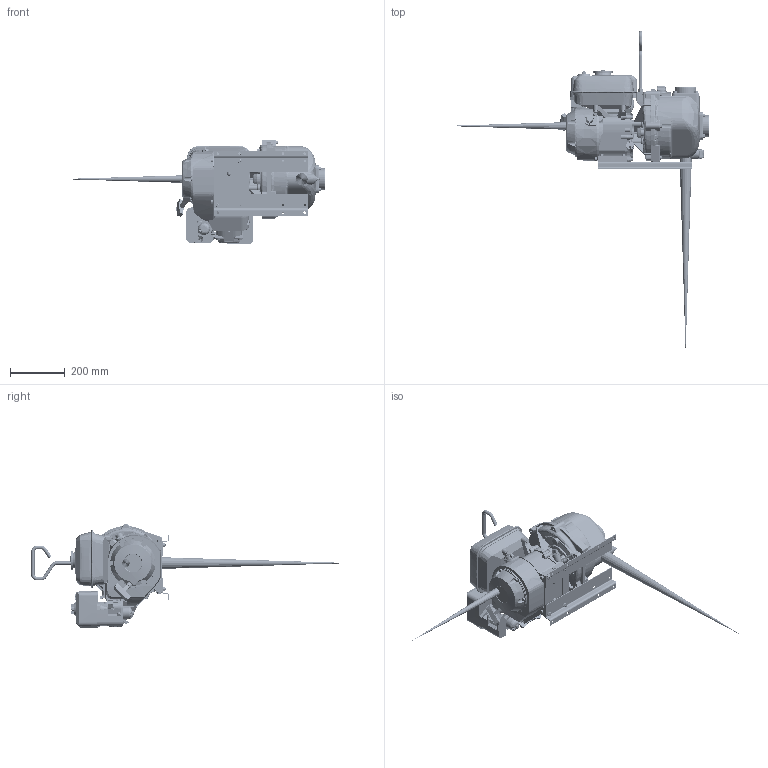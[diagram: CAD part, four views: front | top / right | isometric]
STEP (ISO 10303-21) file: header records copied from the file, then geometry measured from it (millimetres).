
FILE_DESCRIPTION(/* description */ (''),/* implementation_level */ '2;1');
FILE_NAME(/* name */ '222PIH6.stp',/* time_stamp */ '2019-08-13T10:35:36-04:00',/* author */ ('mclevenger'),/* organization */ (''),/* preprocessor_version */ 'ST-DEVELOPER v17.2',/* originating_system */ 'Autodesk Inventor 2019',/* authorisation */ '');
FILE_SCHEMA (('AUTOMOTIVE_DESIGN { 1 0 10303 214 3 1 1 }'));
Products named in the file (31): 222PIH6; 15703; 15712; 15712X; 17013; 17000; 17019; 12705; 15702; 12715A; 12717; 12719A; A204; 12902A; 13777; 13778; 15022; 15751; 15772; 17010; 17033; 17034; V10118; V10119; 12765A; 12733V; 12733V_1; 12710V; E6H; 12716; 12901
Assembly tree (90 placements, depth 3):
  222PIH6
    15703
    15712
      15712X
      17013  x2
      17000  x2
      17019  x8
      V10118  x8
    12705
    15702
    12715A  x13
    12717  x4
    12719A
    A204
    12901  x8
    12902A
    13777  x2
    13778  x2
    15022
    15751
    15772
    17010
    17033  x2
    17034  x4
    V10118  x13
    V10119  x4
    12765A
    12733V
      12733V_1
      12710V
    E6H
    12716
Bounding box: 972.1 x 1176.93 x 383.44 mm (x, y, z)
Volume: 19302204 mm3; surface area: 2307361.7 mm2
Topology: 89 solids, 89 shells, 9130 faces, 22149 edges, 13353 vertices
Faces by surface type: cylinder 3078, cone 2364, plane 2199, bspline 1200, torus 258, sphere 31
Full cylindrical faces by diameter (mm): 6 x1, 6.401 x8, 6.65 x26, 6.782 x10, 7.938 x8, 8 x3, 8.204 x11, 8.731 x22, 9.128 x8, 9.4 x2, 9.525 x8, 10 x1, 10.373 x21, 10.592 x1, 10.795 x4, 11.112 x1, 12 x2, 12.7 x6, 13 x5, 15 x3, 17.399 x1, 17.475 x8, 17.78 x2, 18 x1, 18.263 x1, 19.05 x1, 20 x2, 20.701 x4, 20.955 x1, 22 x1
Entity records: 224166 total; most frequent: CARTESIAN_POINT 113240, ORIENTED_EDGE 24792, DIRECTION 19221, EDGE_CURVE 12396, VERTEX_POINT 7965, AXIS2_PLACEMENT_3D 6968, LINE 5285, VECTOR 5285
